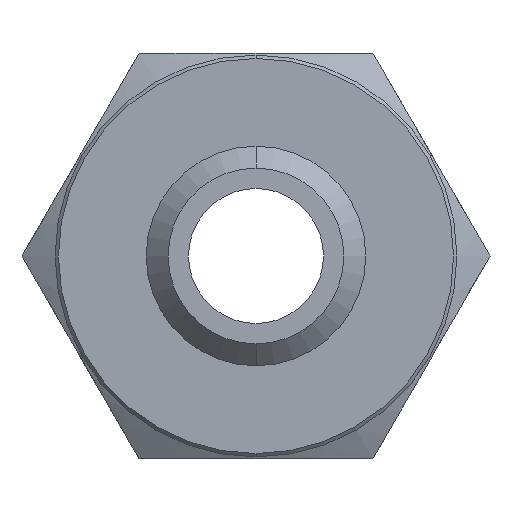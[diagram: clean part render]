
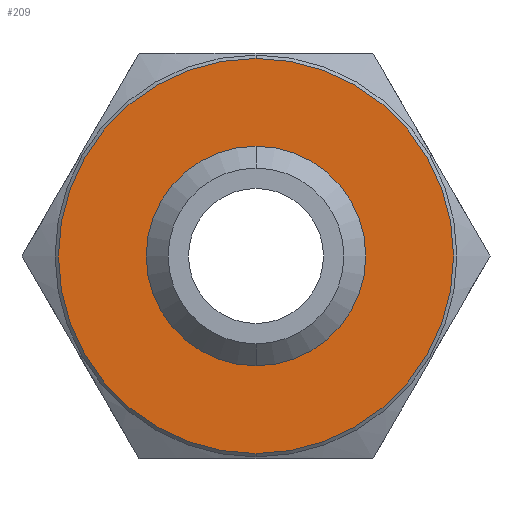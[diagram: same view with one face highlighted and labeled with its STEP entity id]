
A CAD part, front view. The second image highlights one B-rep face of the part: STEP entity #209.
In plain terms, the highlighted planar face has unit normal (0, -1, 0).
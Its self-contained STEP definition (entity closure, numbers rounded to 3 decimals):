
#186 = EDGE_CURVE ( 'NONE', #187, #188, #759, .T. ) ;
#187 = VERTEX_POINT ( 'NONE', #754 ) ;
#188 = VERTEX_POINT ( 'NONE', #760 ) ;
#198 = VERTEX_POINT ( 'NONE', #769 ) ;
#209 = ADVANCED_FACE ( 'NONE', ( #1007, #1006 ), #1005, .T. ) ;
#229 = ORIENTED_EDGE ( 'NONE', *, *, #230, .T. ) ;
#230 = EDGE_CURVE ( 'NONE', #188, #187, #843, .T. ) ;
#285 = ORIENTED_EDGE ( 'NONE', *, *, #186, .T. ) ;
#286 = ORIENTED_EDGE ( 'NONE', *, *, #304, .F. ) ;
#287 = EDGE_LOOP ( 'NONE', ( #309, #286 ) ) ;
#304 = EDGE_CURVE ( 'NONE', #198, #307, #1012, .T. ) ;
#306 = EDGE_CURVE ( 'NONE', #307, #198, #938, .T. ) ;
#307 = VERTEX_POINT ( 'NONE', #933 ) ;
#309 = ORIENTED_EDGE ( 'NONE', *, *, #306, .F. ) ;
#310 = EDGE_LOOP ( 'NONE', ( #229, #285 ) ) ;
#754 = CARTESIAN_POINT ( 'NONE',  ( 0., 8., -11.7 ) ) ;
#755 = DIRECTION ( 'NONE',  ( 0., 0., -1. ) ) ;
#756 = DIRECTION ( 'NONE',  ( 0., -1., 0. ) ) ;
#757 = CARTESIAN_POINT ( 'NONE',  ( 0., 8., 0. ) ) ;
#758 = AXIS2_PLACEMENT_3D ( 'NONE', #757, #756, #755 ) ;
#759 = CIRCLE ( 'NONE', #758, 11.7 ) ;
#760 = CARTESIAN_POINT ( 'NONE',  ( 0., 8., 11.7 ) ) ;
#769 = CARTESIAN_POINT ( 'NONE',  ( 0., 8., 6.5 ) ) ;
#843 = CIRCLE ( 'NONE', #927, 11.7 ) ;
#924 = DIRECTION ( 'NONE',  ( 0., 0., -1. ) ) ;
#925 = DIRECTION ( 'NONE',  ( 0., -1., 0. ) ) ;
#926 = CARTESIAN_POINT ( 'NONE',  ( 0., 8., 0. ) ) ;
#927 = AXIS2_PLACEMENT_3D ( 'NONE', #926, #925, #924 ) ;
#933 = CARTESIAN_POINT ( 'NONE',  ( 0., 8., -6.5 ) ) ;
#934 = DIRECTION ( 'NONE',  ( 0., 0., -1. ) ) ;
#935 = DIRECTION ( 'NONE',  ( 0., -1., 0. ) ) ;
#936 = CARTESIAN_POINT ( 'NONE',  ( 0., 8., 0. ) ) ;
#937 = AXIS2_PLACEMENT_3D ( 'NONE', #936, #935, #934 ) ;
#938 = CIRCLE ( 'NONE', #937, 6.5 ) ;
#1004 = CARTESIAN_POINT ( 'NONE',  ( 11.7, 8., 0. ) ) ;
#1005 = PLANE ( 'NONE',  #1020 ) ;
#1006 = FACE_BOUND ( 'NONE', #287, .T. ) ;
#1007 = FACE_OUTER_BOUND ( 'NONE', #310, .T. ) ;
#1008 = DIRECTION ( 'NONE',  ( 0., 0., -1. ) ) ;
#1009 = DIRECTION ( 'NONE',  ( 0., -1., 0. ) ) ;
#1010 = CARTESIAN_POINT ( 'NONE',  ( 0., 8., 0. ) ) ;
#1011 = AXIS2_PLACEMENT_3D ( 'NONE', #1010, #1009, #1008 ) ;
#1012 = CIRCLE ( 'NONE', #1011, 6.5 ) ;
#1018 = DIRECTION ( 'NONE',  ( 0., 0., -1. ) ) ;
#1019 = DIRECTION ( 'NONE',  ( 0., -1., 0. ) ) ;
#1020 = AXIS2_PLACEMENT_3D ( 'NONE', #1004, #1019, #1018 ) ;
